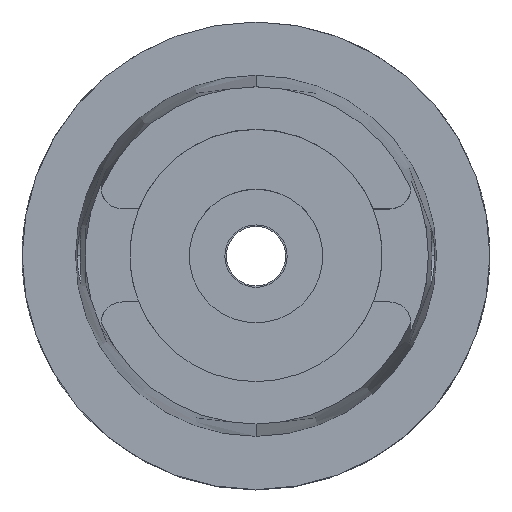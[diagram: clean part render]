
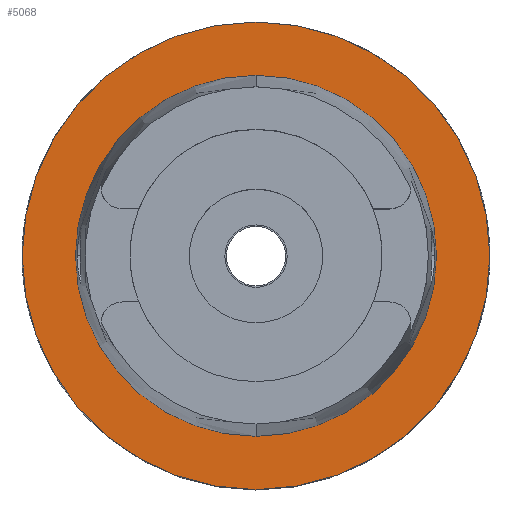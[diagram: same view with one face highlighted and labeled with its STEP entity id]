
A CAD part, top view. The second image highlights one B-rep face of the part: STEP entity #5068.
In plain terms, the highlighted planar face has unit normal (0, 0, 1).
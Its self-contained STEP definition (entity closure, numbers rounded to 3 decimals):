
#2321=CARTESIAN_POINT('',(0.,0.,0.));
#2322=DIRECTION('',(0.,0.,-1.));
#2323=DIRECTION('',(0.,-1.,0.));
#2324=AXIS2_PLACEMENT_3D('',#2321,#2322,#2323);
#2329=CARTESIAN_POINT('',(0.,0.,0.));
#2330=DIRECTION('',(0.,0.,-1.));
#2331=DIRECTION('',(0.,1.,0.));
#2332=AXIS2_PLACEMENT_3D('',#2329,#2330,#2331);
#2337=CARTESIAN_POINT('',(0.,0.,0.));
#2338=DIRECTION('',(0.,0.,1.));
#2339=DIRECTION('',(0.,-1.,0.));
#2340=AXIS2_PLACEMENT_3D('',#2337,#2338,#2339);
#2345=CARTESIAN_POINT('',(0.,0.,0.));
#2346=DIRECTION('',(0.,0.,1.));
#2347=DIRECTION('',(0.,1.,0.));
#2348=AXIS2_PLACEMENT_3D('',#2345,#2346,#2347);
#3009=CARTESIAN_POINT('',(0.,-24.315,0.));
#3010=VERTEX_POINT('',#3009);
#3011=CARTESIAN_POINT('',(0.,24.315,0.));
#3012=VERTEX_POINT('',#3011);
#3361=CARTESIAN_POINT('',(0.,31.5,0.));
#3362=VERTEX_POINT('',#3361);
#3363=CARTESIAN_POINT('',(0.,-31.5,0.));
#3364=VERTEX_POINT('',#3363);
#5055=CARTESIAN_POINT('',(0.,0.,0.));
#5056=DIRECTION('',(0.,0.,1.));
#5057=DIRECTION('',(0.,1.,0.));
#5058=AXIS2_PLACEMENT_3D('',#5055,#5056,#5057);
#5059=PLANE('',#5058);
#5060=ORIENTED_EDGE('',*,*,#5037,.T.);
#5061=ORIENTED_EDGE('',*,*,#4928,.T.);
#5062=EDGE_LOOP('',(#5060,#5061));
#5063=FACE_OUTER_BOUND('',#5062,.F.);
#5064=ORIENTED_EDGE('',*,*,#3550,.T.);
#5065=ORIENTED_EDGE('',*,*,#3506,.T.);
#5066=EDGE_LOOP('',(#5064,#5065));
#5067=FACE_BOUND('',#5066,.F.);
#2325=CIRCLE('',#2324,31.5);
#2333=CIRCLE('',#2332,31.5);
#2341=CIRCLE('',#2340,24.315);
#2349=CIRCLE('',#2348,24.315);
#3506=EDGE_CURVE('',#3012,#3010,#2349,.T.);
#3550=EDGE_CURVE('',#3010,#3012,#2341,.T.);
#4928=EDGE_CURVE('',#3362,#3364,#2333,.T.);
#5037=EDGE_CURVE('',#3364,#3362,#2325,.T.);
#5068=ADVANCED_FACE('',(#5063,#5067),#5059,.T.);
